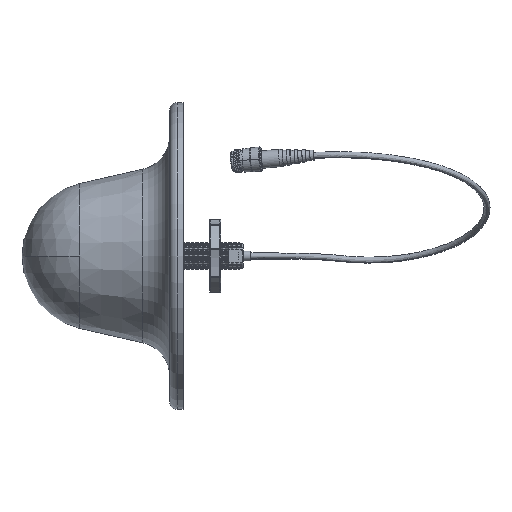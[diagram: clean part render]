
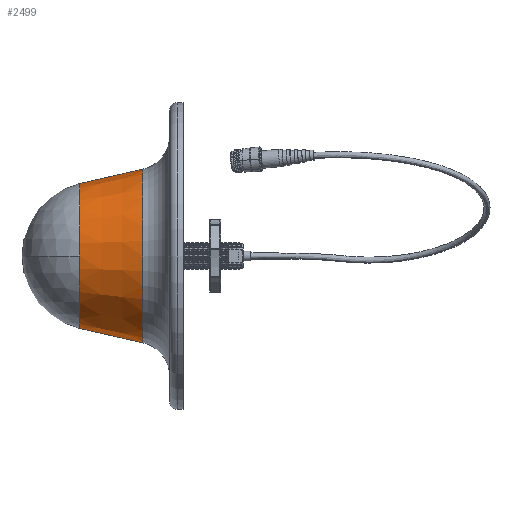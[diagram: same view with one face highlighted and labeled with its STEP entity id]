
A CAD part, left-side view. The second image highlights one B-rep face of the part: STEP entity #2499.
In plain terms, the highlighted conical face has half-angle 12.806 degrees and reference radius 57.448 mm.
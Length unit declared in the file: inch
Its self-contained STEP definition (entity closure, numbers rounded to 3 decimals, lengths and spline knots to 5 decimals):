
#922 = CARTESIAN_POINT ( 'NONE',  ( 0., 2.69313, 0. ) ) ;
#1092 = CIRCLE ( 'NONE', #23835, 1.88783 ) ;
#1165 = DIRECTION ( 'NONE',  ( 0., -0.975, -0.222 ) ) ;
#2499 = ADVANCED_FACE ( 'NONE', ( #19840 ), #28716, .T. ) ;
#3299 = DIRECTION ( 'NONE',  ( 0., 0., -1. ) ) ;
#3875 = EDGE_LOOP ( 'NONE', ( #14104, #21096, #21192, #7039, #19647 ) ) ;
#4655 = AXIS2_PLACEMENT_3D ( 'NONE', #8029, #10405, #5769 ) ;
#5289 = EDGE_CURVE ( 'NONE', #29283, #14427, #1092, .T. ) ;
#5769 = DIRECTION ( 'NONE',  ( 0., 0., -1. ) ) ;
#6122 = VERTEX_POINT ( 'NONE', #7099 ) ;
#6173 = CARTESIAN_POINT ( 'NONE',  ( 0., 1.0482, 2.26174 ) ) ;
#6552 = CARTESIAN_POINT ( 'NONE',  ( 0., 1.0482, 0. ) ) ;
#7039 = ORIENTED_EDGE ( 'NONE', *, *, #24904, .T. ) ;
#7099 = CARTESIAN_POINT ( 'NONE',  ( 0., 1.0482, -2.26174 ) ) ;
#7609 = LINE ( 'NONE', #20113, #22443 ) ;
#8029 = CARTESIAN_POINT ( 'NONE',  ( 0., 1.0482, 0. ) ) ;
#8926 = DIRECTION ( 'NONE',  ( 0., 0., -1. ) ) ;
#9239 = EDGE_CURVE ( 'NONE', #24503, #29283, #11900, .T. ) ;
#10075 = EDGE_CURVE ( 'NONE', #18244, #6122, #19971, .T. ) ;
#10405 = DIRECTION ( 'NONE',  ( 0., -1., 0. ) ) ;
#10735 = CARTESIAN_POINT ( 'NONE',  ( 0., 2.69313, -1.88783 ) ) ;
#11354 = CARTESIAN_POINT ( 'NONE',  ( 0., 2.69313, 0. ) ) ;
#11900 = CIRCLE ( 'NONE', #22220, 1.88783 ) ;
#13750 = DIRECTION ( 'NONE',  ( 0., 0., -1. ) ) ;
#14104 = ORIENTED_EDGE ( 'NONE', *, *, #15131, .F. ) ;
#14427 = VERTEX_POINT ( 'NONE', #10735 ) ;
#14505 = AXIS2_PLACEMENT_3D ( 'NONE', #6552, #23140, #8926 ) ;
#15131 = EDGE_CURVE ( 'NONE', #24503, #18244, #19222, .T. ) ;
#17478 = DIRECTION ( 'NONE',  ( 0., -1., 0. ) ) ;
#17945 = DIRECTION ( 'NONE',  ( 0., -0.975, 0.222 ) ) ;
#18244 = VERTEX_POINT ( 'NONE', #24357 ) ;
#19222 = LINE ( 'NONE', #6173, #30328 ) ;
#19647 = ORIENTED_EDGE ( 'NONE', *, *, #10075, .F. ) ;
#19840 = FACE_OUTER_BOUND ( 'NONE', #3875, .T. ) ;
#19971 = CIRCLE ( 'NONE', #14505, 2.26174 ) ;
#20113 = CARTESIAN_POINT ( 'NONE',  ( 0., 1.0482, -2.26174 ) ) ;
#21096 = ORIENTED_EDGE ( 'NONE', *, *, #9239, .T. ) ;
#21192 = ORIENTED_EDGE ( 'NONE', *, *, #5289, .T. ) ;
#22220 = AXIS2_PLACEMENT_3D ( 'NONE', #922, #17478, #3299 ) ;
#22443 = VECTOR ( 'NONE', #1165, 39.37008 ) ;
#23055 = CARTESIAN_POINT ( 'NONE',  ( 0., 2.69313, 1.88783 ) ) ;
#23140 = DIRECTION ( 'NONE',  ( 0., -1., 0. ) ) ;
#23835 = AXIS2_PLACEMENT_3D ( 'NONE', #11354, #27949, #13750 ) ;
#24357 = CARTESIAN_POINT ( 'NONE',  ( 0., 1.0482, 2.26174 ) ) ;
#24503 = VERTEX_POINT ( 'NONE', #23055 ) ;
#24904 = EDGE_CURVE ( 'NONE', #14427, #6122, #7609, .T. ) ;
#27677 = CARTESIAN_POINT ( 'NONE',  ( -1.88783, 2.69313, 0. ) ) ;
#27949 = DIRECTION ( 'NONE',  ( 0., -1., 0. ) ) ;
#28716 = CONICAL_SURFACE ( 'NONE', #4655, 2.26174, 0.224 ) ;
#29283 = VERTEX_POINT ( 'NONE', #27677 ) ;
#30328 = VECTOR ( 'NONE', #17945, 39.37008 ) ;
